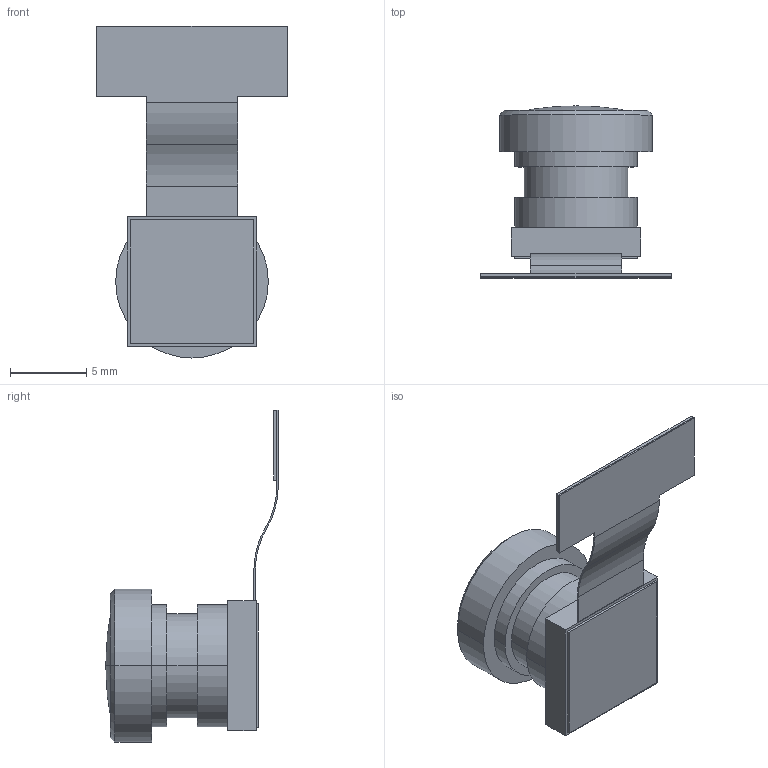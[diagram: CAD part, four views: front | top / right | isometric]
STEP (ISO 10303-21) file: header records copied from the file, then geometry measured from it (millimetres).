
FILE_DESCRIPTION (( 'STEP AP214' ), '1' );
FILE_NAME ('OV2640_21mm-160_camera.STEP', '2024-08-09T16:20:03', ( '' ), ( '' ), 'SwSTEP 2.0', 'SolidWorks 2023', '' );
FILE_SCHEMA (( 'AUTOMOTIVE_DESIGN' ));
Length unit declared in the file: millimetre
Products named in the file (1): OV2640_21mm-160_camera
Bounding box: 12.5 x 11.3 x 21.75 mm (x, y, z)
Volume: 603 mm3; surface area: 718.6 mm2
Topology: 1 solids, 1 shells, 48 faces, 112 edges, 73 vertices
Faces by surface type: plane 30, cylinder 12, cone 4, sphere 2
Entity records: 1917 total; most frequent: DIRECTION 240, CARTESIAN_POINT 234, ORIENTED_EDGE 224, EDGE_CURVE 112, LINE 82, VECTOR 82, AXIS2_PLACEMENT_3D 79, VERTEX_POINT 73
